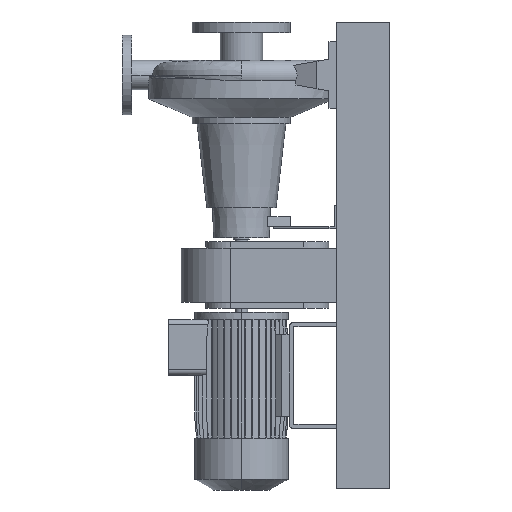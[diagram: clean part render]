
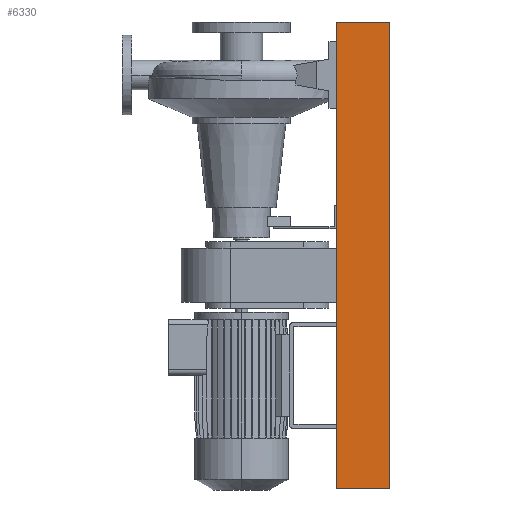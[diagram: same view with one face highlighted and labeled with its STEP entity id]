
A CAD part, left-side view. The second image highlights one B-rep face of the part: STEP entity #6330.
In plain terms, the highlighted planar face has unit normal (-1, 0, 0).
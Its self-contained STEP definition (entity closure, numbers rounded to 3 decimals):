
#453 = VERTEX_POINT ( 'NONE', #8217 ) ;
#908 = DIRECTION ( 'NONE',  ( -1., 0., 0. ) ) ;
#1029 = EDGE_CURVE ( 'NONE', #5488, #17634, #18765, .T. ) ;
#1797 = ORIENTED_EDGE ( 'NONE', *, *, #1029, .T. ) ;
#1834 = CARTESIAN_POINT ( 'NONE',  ( -175., -50., -440. ) ) ;
#3614 = CARTESIAN_POINT ( 'NONE',  ( -175., 50., -440. ) ) ;
#3935 = AXIS2_PLACEMENT_3D ( 'NONE', #5776, #908, #12237 ) ;
#4208 = CARTESIAN_POINT ( 'NONE',  ( -175., -50., 440. ) ) ;
#4228 = CARTESIAN_POINT ( 'NONE',  ( -175., -50., -440. ) ) ;
#5172 = ORIENTED_EDGE ( 'NONE', *, *, #13565, .F. ) ;
#5482 = VECTOR ( 'NONE', #10681, 1000. ) ;
#5488 = VERTEX_POINT ( 'NONE', #1834 ) ;
#5664 = FACE_OUTER_BOUND ( 'NONE', #12578, .T. ) ;
#5776 = CARTESIAN_POINT ( 'NONE',  ( -175., -50., -440. ) ) ;
#6012 = DIRECTION ( 'NONE',  ( 0., -1., 0. ) ) ;
#6163 = VECTOR ( 'NONE', #17288, 1000. ) ;
#6330 = ADVANCED_FACE ( 'NONE', ( #5664 ), #10534, .T. ) ;
#6960 = ORIENTED_EDGE ( 'NONE', *, *, #11149, .F. ) ;
#7281 = LINE ( 'NONE', #4208, #17571 ) ;
#7815 = CARTESIAN_POINT ( 'NONE',  ( -175., 50., 440. ) ) ;
#7822 = VECTOR ( 'NONE', #19934, 1000. ) ;
#8217 = CARTESIAN_POINT ( 'NONE',  ( -175., 50., -440. ) ) ;
#9056 = VERTEX_POINT ( 'NONE', #7815 ) ;
#9618 = LINE ( 'NONE', #10804, #6163 ) ;
#10534 = PLANE ( 'NONE',  #3935 ) ;
#10681 = DIRECTION ( 'NONE',  ( 0., 0., 1. ) ) ;
#10804 = CARTESIAN_POINT ( 'NONE',  ( -175., -50., -440. ) ) ;
#11149 = EDGE_CURVE ( 'NONE', #9056, #17634, #7281, .T. ) ;
#11300 = ORIENTED_EDGE ( 'NONE', *, *, #19350, .T. ) ;
#12237 = DIRECTION ( 'NONE',  ( 0., 0., 1. ) ) ;
#12578 = EDGE_LOOP ( 'NONE', ( #6960, #5172, #11300, #1797 ) ) ;
#13565 = EDGE_CURVE ( 'NONE', #453, #9056, #19621, .T. ) ;
#17288 = DIRECTION ( 'NONE',  ( 0., -1., 0. ) ) ;
#17571 = VECTOR ( 'NONE', #6012, 1000. ) ;
#17634 = VERTEX_POINT ( 'NONE', #19335 ) ;
#18765 = LINE ( 'NONE', #4228, #5482 ) ;
#19335 = CARTESIAN_POINT ( 'NONE',  ( -175., -50., 440. ) ) ;
#19350 = EDGE_CURVE ( 'NONE', #453, #5488, #9618, .T. ) ;
#19621 = LINE ( 'NONE', #3614, #7822 ) ;
#19934 = DIRECTION ( 'NONE',  ( 0., 0., 1. ) ) ;
